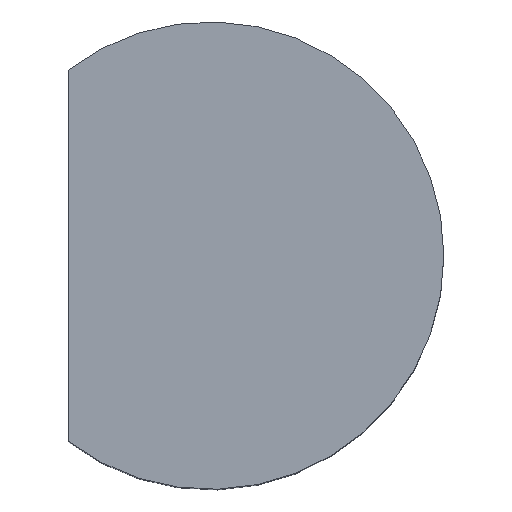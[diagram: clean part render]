
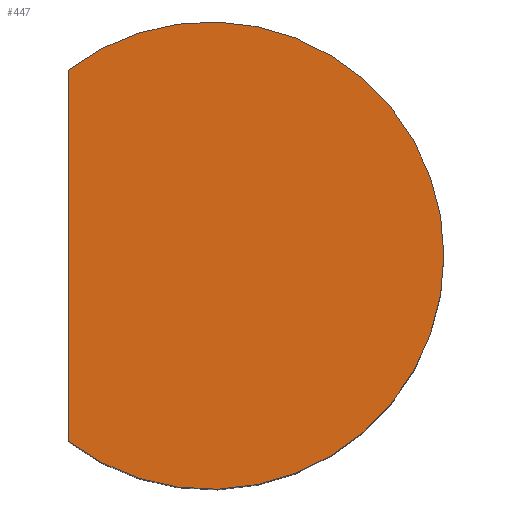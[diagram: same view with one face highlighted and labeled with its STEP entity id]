
A CAD part, top view. The second image highlights one B-rep face of the part: STEP entity #447.
In plain terms, the highlighted planar face has unit normal (0, 0, 1).
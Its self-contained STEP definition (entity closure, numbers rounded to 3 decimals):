
#421 = VERTEX_POINT('',#422);
#422 = CARTESIAN_POINT('',(-1.55,0.725,7.299)
  );
#428 = EDGE_CURVE('',#429,#421,#431,.T.);
#429 = VERTEX_POINT('',#430);
#430 = CARTESIAN_POINT('',(-1.55,-3.325,7.299)
  );
#431 = CIRCLE('',#432,2.55);
#432 = AXIS2_PLACEMENT_3D('',#433,#434,#435);
#433 = CARTESIAN_POINT('',(0.,-1.3,
    7.299));
#434 = DIRECTION('',(0.,0.,1.));
#435 = DIRECTION('',(0.,1.,0.));
#447 = ADVANCED_FACE('',(#448),#457,.T.);
#448 = FACE_BOUND('',#449,.T.);
#449 = EDGE_LOOP('',(#450,#451));
#450 = ORIENTED_EDGE('',*,*,#428,.T.);
#451 = ORIENTED_EDGE('',*,*,#452,.F.);
#452 = EDGE_CURVE('',#429,#421,#453,.T.);
#453 = LINE('',#454,#455);
#454 = CARTESIAN_POINT('',(-1.55,-3.325,7.299)
  );
#455 = VECTOR('',#456,1.);
#456 = DIRECTION('',(0.,1.,0.));
#457 = PLANE('',#458);
#458 = AXIS2_PLACEMENT_3D('',#459,#460,#461);
#459 = CARTESIAN_POINT('',(0.,-1.3,
    7.299));
#460 = DIRECTION('',(0.,0.,1.));
#461 = DIRECTION('',(1.,0.,0.));
